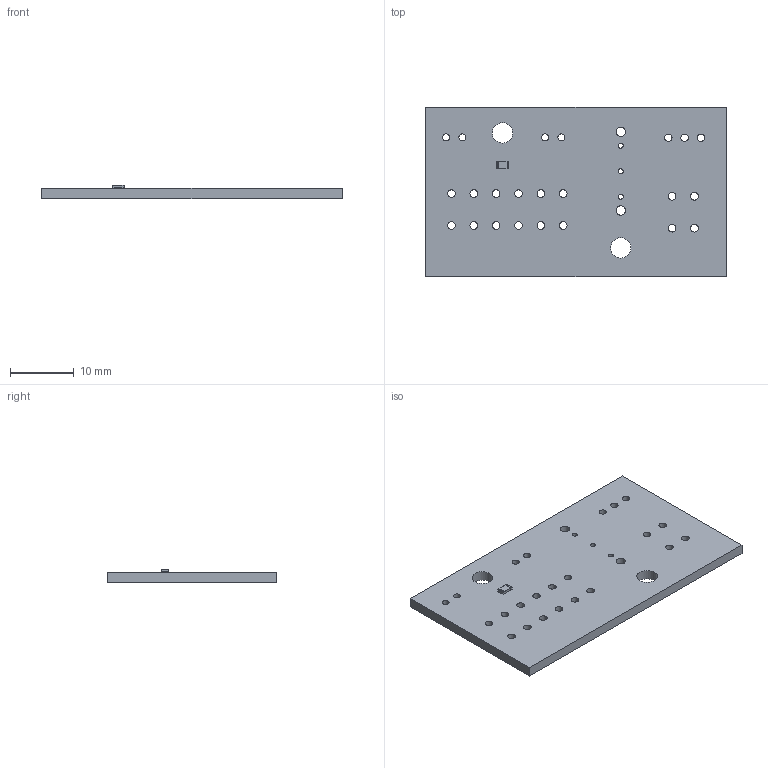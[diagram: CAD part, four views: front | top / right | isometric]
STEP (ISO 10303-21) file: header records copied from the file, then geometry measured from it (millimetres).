
FILE_DESCRIPTION(('KiCad electronic assembly'),'2;1');
FILE_NAME('SwerveHubWago.step','2024-12-13T09:38:49',('Pcbnew'),('Kicad' ),'Open CASCADE STEP processor 7.8','KiCad to STEP converter', 'Unknown');
FILE_SCHEMA(('AUTOMOTIVE_DESIGN { 1 0 10303 214 1 1 1 1 }'));
Length unit declared in the file: millimetre
Products named in the file (4): SwerveHubWago 1; R_0805_2012Metric; _autosave-SwerveHubWago_PCB
Assembly tree (3 placements, depth 3):
  SwerveHubWago 1
    R_0805_2012Metric
      R_0805_2012Metric
    _autosave-SwerveHubWago_PCB
Bounding box: 47 x 26.5 x 2.1 mm (x, y, z)
Volume: 1920.4 mm3; surface area: 2836.7 mm2
Topology: 2 solids, 2 shells, 62 faces, 170 edges, 112 vertices
Faces by surface type: cylinder 38, plane 24
Full cylindrical faces by diameter (mm): 0.78 x3, 1.1 x4, 1.15 x3, 1.2 x16, 1.46 x2, 3.2 x2
Entity records: 2375 total; most frequent: DIRECTION 378, CARTESIAN_POINT 348, ORIENTED_EDGE 340, EDGE_CURVE 170, AXIS2_PLACEMENT_3D 142, FACE_BOUND 122, EDGE_LOOP 122, VERTEX_POINT 112
